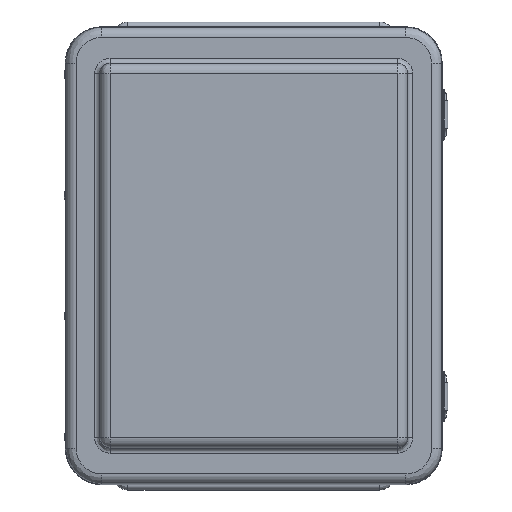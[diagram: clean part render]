
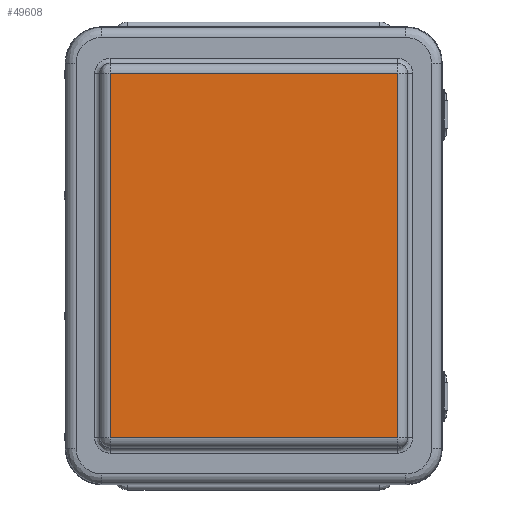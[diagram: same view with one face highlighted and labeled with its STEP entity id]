
A CAD part, top view. The second image highlights one B-rep face of the part: STEP entity #49608.
In plain terms, the highlighted planar face has unit normal (0, 0, 1).
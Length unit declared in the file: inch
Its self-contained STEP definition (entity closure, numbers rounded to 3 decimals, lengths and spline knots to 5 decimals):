
#2358 = CARTESIAN_POINT ( 'NONE',  ( 3.56701, 4.5215, 2.57859 ) ) ;
#3253 = DIRECTION ( 'NONE',  ( 1., 0., 0. ) ) ;
#5111 = CARTESIAN_POINT ( 'NONE',  ( 3.56701, -4.5215, 2.57859 ) ) ;
#5538 = CARTESIAN_POINT ( 'NONE',  ( -3.568, -4.5215, 2.57859 ) ) ;
#5555 = EDGE_CURVE ( 'NONE', #17221, #27828, #34167, .T. ) ;
#6518 = B_SPLINE_CURVE_WITH_KNOTS ( 'NONE', 3,
 ( #31315, #32189, #36605, #48006 ),
 .UNSPECIFIED., .F., .F.,
 ( 4, 4 ),
 ( 0., 1. ),
 .UNSPECIFIED. ) ;
#6863 = ORIENTED_EDGE ( 'NONE', *, *, #50477, .T. ) ;
#7223 = VERTEX_POINT ( 'NONE', #2358 ) ;
#7283 = VERTEX_POINT ( 'NONE', #35787 ) ;
#7510 = VERTEX_POINT ( 'NONE', #38833 ) ;
#7888 = B_SPLINE_CURVE_WITH_KNOTS ( 'NONE', 3,
 ( #27481, #19057, #20430, #48595 ),
 .UNSPECIFIED., .F., .F.,
 ( 4, 4 ),
 ( 0., 1. ),
 .UNSPECIFIED. ) ;
#9229 = VERTEX_POINT ( 'NONE', #44677 ) ;
#11712 = CARTESIAN_POINT ( 'NONE',  ( 1.78275, -4.52251, 2.57859 ) ) ;
#11804 = CARTESIAN_POINT ( 'NONE',  ( -3.56797, -4.52214, 2.57859 ) ) ;
#15239 = LINE ( 'NONE', #32497, #18403 ) ;
#16032 = CARTESIAN_POINT ( 'NONE',  ( -3.56763, -4.52247, 2.57859 ) ) ;
#16862 = CARTESIAN_POINT ( 'NONE',  ( 3.566, -4.52251, 2.57859 ) ) ;
#17216 = CARTESIAN_POINT ( 'NONE',  ( 3.56698, -4.52214, 2.57859 ) ) ;
#17221 = VERTEX_POINT ( 'NONE', #5538 ) ;
#17674 = VECTOR ( 'NONE', #31269, 39.37008 ) ;
#18322 = EDGE_CURVE ( 'NONE', #9229, #27828, #6518, .T. ) ;
#18403 = VECTOR ( 'NONE', #3253, 39.37008 ) ;
#18948 = LINE ( 'NONE', #11712, #17674 ) ;
#19057 = CARTESIAN_POINT ( 'NONE',  ( 3.56698, 4.52214, 2.57859 ) ) ;
#19504 = CARTESIAN_POINT ( 'NONE',  ( -3.568, -2.26075, 2.57859 ) ) ;
#19922 = CARTESIAN_POINT ( 'NONE',  ( -3.568, -4.5215, 2.57859 ) ) ;
#20430 = CARTESIAN_POINT ( 'NONE',  ( 3.56664, 4.52247, 2.57859 ) ) ;
#20950 = PLANE ( 'NONE',  #29793 ) ;
#21672 = CARTESIAN_POINT ( 'NONE',  ( -0.0005, 0., 2.57859 ) ) ;
#21960 = CARTESIAN_POINT ( 'NONE',  ( 3.56701, 2.26075, 2.57859 ) ) ;
#22926 = B_SPLINE_CURVE_WITH_KNOTS ( 'NONE', 3,
 ( #19922, #11804, #16032, #35942 ),
 .UNSPECIFIED., .F., .F.,
 ( 4, 4 ),
 ( 0., 1. ),
 .UNSPECIFIED. ) ;
#25324 = EDGE_CURVE ( 'NONE', #17221, #7283, #22926, .T. ) ;
#25739 = EDGE_CURVE ( 'NONE', #7223, #44635, #42447, .T. ) ;
#27481 = CARTESIAN_POINT ( 'NONE',  ( 3.56701, 4.5215, 2.57859 ) ) ;
#27828 = VERTEX_POINT ( 'NONE', #49456 ) ;
#28270 = EDGE_LOOP ( 'NONE', ( #42620, #40430, #29748, #44743, #6863, #41034, #44421, #37019 ) ) ;
#29748 = ORIENTED_EDGE ( 'NONE', *, *, #36419, .T. ) ;
#29793 = AXIS2_PLACEMENT_3D ( 'NONE', #21672, #37510, #45888 ) ;
#30021 = EDGE_CURVE ( 'NONE', #9229, #7510, #15239, .T. ) ;
#30040 = DIRECTION ( 'NONE',  ( 0., -1., 0. ) ) ;
#30476 = B_SPLINE_CURVE_WITH_KNOTS ( 'NONE', 3,
 ( #16862, #45171, #17216, #5111 ),
 .UNSPECIFIED., .F., .F.,
 ( 4, 4 ),
 ( 0., 1. ),
 .UNSPECIFIED. ) ;
#31269 = DIRECTION ( 'NONE',  ( -1., 0., 0. ) ) ;
#31315 = CARTESIAN_POINT ( 'NONE',  ( -3.567, 4.52251, 2.57859 ) ) ;
#31434 = DIRECTION ( 'NONE',  ( 0., 1., 0. ) ) ;
#31619 = VECTOR ( 'NONE', #31434, 39.37008 ) ;
#32189 = CARTESIAN_POINT ( 'NONE',  ( -3.56763, 4.52247, 2.57859 ) ) ;
#32497 = CARTESIAN_POINT ( 'NONE',  ( -1.78375, 4.52251, 2.57859 ) ) ;
#34167 = LINE ( 'NONE', #19504, #31619 ) ;
#35624 = FACE_OUTER_BOUND ( 'NONE', #28270, .T. ) ;
#35787 = CARTESIAN_POINT ( 'NONE',  ( -3.567, -4.52251, 2.57859 ) ) ;
#35942 = CARTESIAN_POINT ( 'NONE',  ( -3.567, -4.52251, 2.57859 ) ) ;
#36419 = EDGE_CURVE ( 'NONE', #51666, #44635, #30476, .T. ) ;
#36605 = CARTESIAN_POINT ( 'NONE',  ( -3.56797, 4.52214, 2.57859 ) ) ;
#36879 = CARTESIAN_POINT ( 'NONE',  ( 3.566, -4.52251, 2.57859 ) ) ;
#37019 = ORIENTED_EDGE ( 'NONE', *, *, #5555, .F. ) ;
#37510 = DIRECTION ( 'NONE',  ( 0., 0., 1. ) ) ;
#38221 = CARTESIAN_POINT ( 'NONE',  ( 3.56701, -4.5215, 2.57859 ) ) ;
#38833 = CARTESIAN_POINT ( 'NONE',  ( 3.566, 4.52251, 2.57859 ) ) ;
#40430 = ORIENTED_EDGE ( 'NONE', *, *, #45319, .F. ) ;
#41034 = ORIENTED_EDGE ( 'NONE', *, *, #30021, .F. ) ;
#42447 = LINE ( 'NONE', #21960, #46846 ) ;
#42620 = ORIENTED_EDGE ( 'NONE', *, *, #25324, .T. ) ;
#44421 = ORIENTED_EDGE ( 'NONE', *, *, #18322, .T. ) ;
#44635 = VERTEX_POINT ( 'NONE', #38221 ) ;
#44677 = CARTESIAN_POINT ( 'NONE',  ( -3.567, 4.52251, 2.57859 ) ) ;
#44743 = ORIENTED_EDGE ( 'NONE', *, *, #25739, .F. ) ;
#45171 = CARTESIAN_POINT ( 'NONE',  ( 3.56664, -4.52247, 2.57859 ) ) ;
#45319 = EDGE_CURVE ( 'NONE', #51666, #7283, #18948, .T. ) ;
#45888 = DIRECTION ( 'NONE',  ( 1., 0., 0. ) ) ;
#46846 = VECTOR ( 'NONE', #30040, 39.37008 ) ;
#48006 = CARTESIAN_POINT ( 'NONE',  ( -3.568, 4.5215, 2.57859 ) ) ;
#48595 = CARTESIAN_POINT ( 'NONE',  ( 3.566, 4.52251, 2.57859 ) ) ;
#49456 = CARTESIAN_POINT ( 'NONE',  ( -3.568, 4.5215, 2.57859 ) ) ;
#49608 = ADVANCED_FACE ( 'NONE', ( #35624 ), #20950, .T. ) ;
#50477 = EDGE_CURVE ( 'NONE', #7223, #7510, #7888, .T. ) ;
#51666 = VERTEX_POINT ( 'NONE', #36879 ) ;
